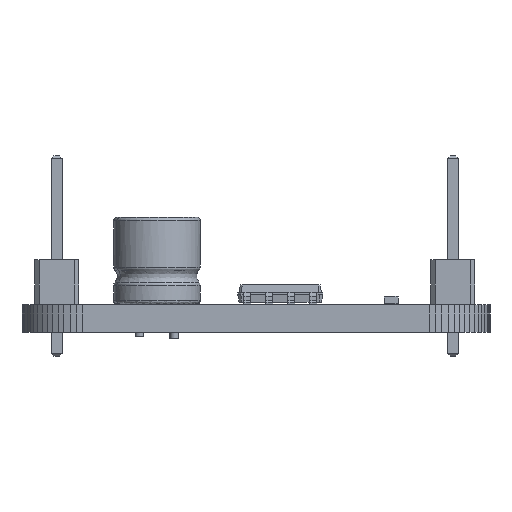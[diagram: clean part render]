
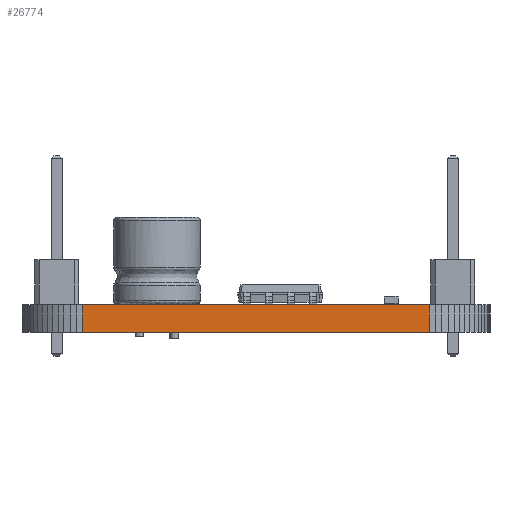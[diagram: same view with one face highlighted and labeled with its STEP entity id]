
A CAD part, front view. The second image highlights one B-rep face of the part: STEP entity #26774.
In plain terms, the highlighted planar face has unit normal (0, -1, 0).
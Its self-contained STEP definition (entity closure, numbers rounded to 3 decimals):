
#20479 = PLANE('',#20480);
#20480 = AXIS2_PLACEMENT_3D('',#20481,#20482,#20483);
#20481 = CARTESIAN_POINT('',(13.5,-95.7,1.58));
#20482 = DIRECTION('',(-0.,-0.,-1.));
#20483 = DIRECTION('',(-1.,0.,0.));
#20533 = PLANE('',#20534);
#20534 = AXIS2_PLACEMENT_3D('',#20535,#20536,#20537);
#20535 = CARTESIAN_POINT('',(13.5,-95.7,0.));
#20536 = DIRECTION('',(-0.,-0.,-1.));
#20537 = DIRECTION('',(-1.,0.,0.));
#21454 = VERTEX_POINT('',#21455);
#21455 = CARTESIAN_POINT('',(23.5,-115.7,0.));
#21469 = PLANE('',#21470);
#21470 = AXIS2_PLACEMENT_3D('',#21471,#21472,#21473);
#21471 = CARTESIAN_POINT('',(23.866,-115.681,0.));
#21472 = DIRECTION('',(0.052,-0.999,0.));
#21473 = DIRECTION('',(-0.999,-0.052,0.));
#21481 = EDGE_CURVE('',#21454,#21482,#21484,.T.);
#21482 = VERTEX_POINT('',#21483);
#21483 = CARTESIAN_POINT('',(3.5,-115.7,0.));
#21484 = SURFACE_CURVE('',#21485,(#21489,#21496),.PCURVE_S1.);
#21485 = LINE('',#21486,#21487);
#21486 = CARTESIAN_POINT('',(23.5,-115.7,0.));
#21487 = VECTOR('',#21488,1.);
#21488 = DIRECTION('',(-1.,0.,0.));
#21489 = PCURVE('',#20533,#21490);
#21490 = DEFINITIONAL_REPRESENTATION('',(#21491),#21495);
#21491 = LINE('',#21492,#21493);
#21492 = CARTESIAN_POINT('',(-10.,-20.));
#21493 = VECTOR('',#21494,1.);
#21494 = DIRECTION('',(1.,0.));
#21495 = ( GEOMETRIC_REPRESENTATION_CONTEXT(2) 
PARAMETRIC_REPRESENTATION_CONTEXT() REPRESENTATION_CONTEXT('2D SPACE',''
  ) );
#21496 = PCURVE('',#21497,#21502);
#21497 = PLANE('',#21498);
#21498 = AXIS2_PLACEMENT_3D('',#21499,#21500,#21501);
#21499 = CARTESIAN_POINT('',(23.5,-115.7,0.));
#21500 = DIRECTION('',(0.,-1.,0.));
#21501 = DIRECTION('',(-1.,0.,0.));
#21502 = DEFINITIONAL_REPRESENTATION('',(#21503),#21507);
#21503 = LINE('',#21504,#21505);
#21504 = CARTESIAN_POINT('',(0.,-0.));
#21505 = VECTOR('',#21506,1.);
#21506 = DIRECTION('',(1.,0.));
#21507 = ( GEOMETRIC_REPRESENTATION_CONTEXT(2) 
PARAMETRIC_REPRESENTATION_CONTEXT() REPRESENTATION_CONTEXT('2D SPACE',''
  ) );
#21525 = PLANE('',#21526);
#21526 = AXIS2_PLACEMENT_3D('',#21527,#21528,#21529);
#21527 = CARTESIAN_POINT('',(3.5,-115.7,0.));
#21528 = DIRECTION('',(-0.052,-0.999,0.));
#21529 = DIRECTION('',(-0.999,0.052,0.));
#23796 = VERTEX_POINT('',#23797);
#23797 = CARTESIAN_POINT('',(23.5,-115.7,1.58));
#23818 = EDGE_CURVE('',#23796,#23819,#23821,.T.);
#23819 = VERTEX_POINT('',#23820);
#23820 = CARTESIAN_POINT('',(3.5,-115.7,1.58));
#23821 = SURFACE_CURVE('',#23822,(#23826,#23833),.PCURVE_S1.);
#23822 = LINE('',#23823,#23824);
#23823 = CARTESIAN_POINT('',(23.5,-115.7,1.58));
#23824 = VECTOR('',#23825,1.);
#23825 = DIRECTION('',(-1.,0.,0.));
#23826 = PCURVE('',#20479,#23827);
#23827 = DEFINITIONAL_REPRESENTATION('',(#23828),#23832);
#23828 = LINE('',#23829,#23830);
#23829 = CARTESIAN_POINT('',(-10.,-20.));
#23830 = VECTOR('',#23831,1.);
#23831 = DIRECTION('',(1.,0.));
#23832 = ( GEOMETRIC_REPRESENTATION_CONTEXT(2) 
PARAMETRIC_REPRESENTATION_CONTEXT() REPRESENTATION_CONTEXT('2D SPACE',''
  ) );
#23833 = PCURVE('',#21497,#23834);
#23834 = DEFINITIONAL_REPRESENTATION('',(#23835),#23839);
#23835 = LINE('',#23836,#23837);
#23836 = CARTESIAN_POINT('',(0.,-1.58));
#23837 = VECTOR('',#23838,1.);
#23838 = DIRECTION('',(1.,0.));
#23839 = ( GEOMETRIC_REPRESENTATION_CONTEXT(2) 
PARAMETRIC_REPRESENTATION_CONTEXT() REPRESENTATION_CONTEXT('2D SPACE',''
  ) );
#26726 = EDGE_CURVE('',#21454,#23796,#26727,.T.);
#26727 = SURFACE_CURVE('',#26728,(#26732,#26739),.PCURVE_S1.);
#26728 = LINE('',#26729,#26730);
#26729 = CARTESIAN_POINT('',(23.5,-115.7,0.));
#26730 = VECTOR('',#26731,1.);
#26731 = DIRECTION('',(0.,0.,1.));
#26732 = PCURVE('',#21469,#26733);
#26733 = DEFINITIONAL_REPRESENTATION('',(#26734),#26738);
#26734 = LINE('',#26735,#26736);
#26735 = CARTESIAN_POINT('',(0.366,0.));
#26736 = VECTOR('',#26737,1.);
#26737 = DIRECTION('',(0.,-1.));
#26738 = ( GEOMETRIC_REPRESENTATION_CONTEXT(2) 
PARAMETRIC_REPRESENTATION_CONTEXT() REPRESENTATION_CONTEXT('2D SPACE',''
  ) );
#26739 = PCURVE('',#21497,#26740);
#26740 = DEFINITIONAL_REPRESENTATION('',(#26741),#26745);
#26741 = LINE('',#26742,#26743);
#26742 = CARTESIAN_POINT('',(0.,-0.));
#26743 = VECTOR('',#26744,1.);
#26744 = DIRECTION('',(0.,-1.));
#26745 = ( GEOMETRIC_REPRESENTATION_CONTEXT(2) 
PARAMETRIC_REPRESENTATION_CONTEXT() REPRESENTATION_CONTEXT('2D SPACE',''
  ) );
#26774 = ADVANCED_FACE('',(#26775),#21497,.T.);
#26775 = FACE_BOUND('',#26776,.T.);
#26776 = EDGE_LOOP('',(#26777,#26778,#26779,#26800));
#26777 = ORIENTED_EDGE('',*,*,#26726,.T.);
#26778 = ORIENTED_EDGE('',*,*,#23818,.T.);
#26779 = ORIENTED_EDGE('',*,*,#26780,.F.);
#26780 = EDGE_CURVE('',#21482,#23819,#26781,.T.);
#26781 = SURFACE_CURVE('',#26782,(#26786,#26793),.PCURVE_S1.);
#26782 = LINE('',#26783,#26784);
#26783 = CARTESIAN_POINT('',(3.5,-115.7,0.));
#26784 = VECTOR('',#26785,1.);
#26785 = DIRECTION('',(0.,0.,1.));
#26786 = PCURVE('',#21497,#26787);
#26787 = DEFINITIONAL_REPRESENTATION('',(#26788),#26792);
#26788 = LINE('',#26789,#26790);
#26789 = CARTESIAN_POINT('',(20.,0.));
#26790 = VECTOR('',#26791,1.);
#26791 = DIRECTION('',(0.,-1.));
#26792 = ( GEOMETRIC_REPRESENTATION_CONTEXT(2) 
PARAMETRIC_REPRESENTATION_CONTEXT() REPRESENTATION_CONTEXT('2D SPACE',''
  ) );
#26793 = PCURVE('',#21525,#26794);
#26794 = DEFINITIONAL_REPRESENTATION('',(#26795),#26799);
#26795 = LINE('',#26796,#26797);
#26796 = CARTESIAN_POINT('',(0.,0.));
#26797 = VECTOR('',#26798,1.);
#26798 = DIRECTION('',(0.,-1.));
#26799 = ( GEOMETRIC_REPRESENTATION_CONTEXT(2) 
PARAMETRIC_REPRESENTATION_CONTEXT() REPRESENTATION_CONTEXT('2D SPACE',''
  ) );
#26800 = ORIENTED_EDGE('',*,*,#21481,.F.);
